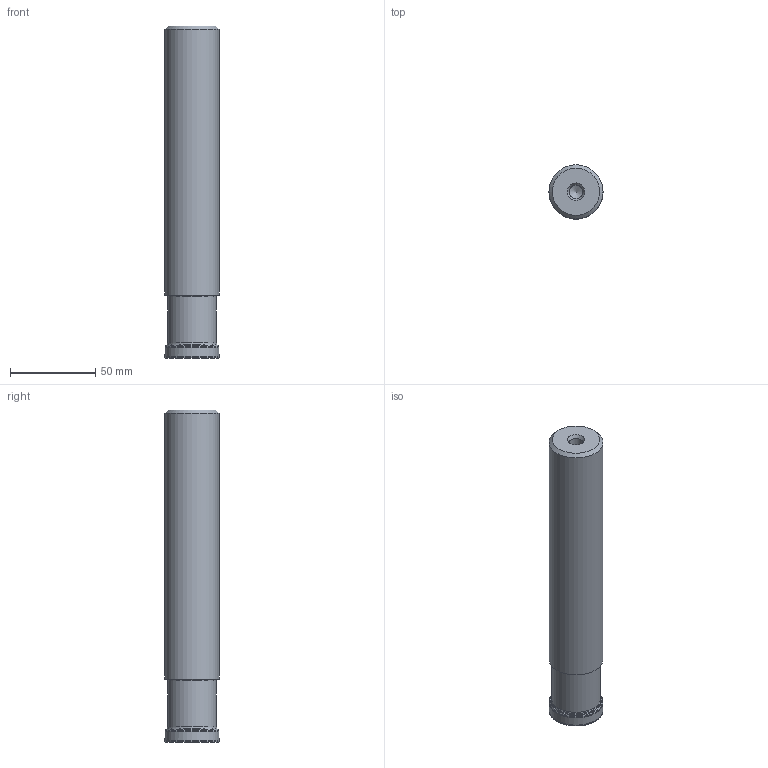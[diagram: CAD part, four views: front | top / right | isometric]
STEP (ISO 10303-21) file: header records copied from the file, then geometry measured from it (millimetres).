
FILE_DESCRIPTION(/* description */ (''),/* implementation_level */ '2;1');
FILE_NAME(/* name */ '125A4R146C125_ISTN10_C_115010424ndi000_00._SIMstp.stp',/* time_stamp */ '2019-12-05T14:15:28+01:00',/* author */ (''),/* organization */ (''),/* preprocessor_version */ 'ST-DEVELOPER v16.7',/* originating_system */ 'SIEMENS PLM Software NX 12.0',/* authorisation */ '');
FILE_SCHEMA (('AUTOMOTIVE_DESIGN { 1 0 10303 214 3 1 1 1 }'));
Length unit declared in the file: millimetre
Products named in the file (1): lf19387C28C1z6nx
Bounding box: 31.75 x 31.75 x 195 mm (x, y, z)
Volume: 142974.5 mm3; surface area: 26780.5 mm2
Topology: 2 solids, 2 shells, 59 faces, 121 edges, 64 vertices
Faces by surface type: revolution 39, cone 9, torus 5, cylinder 4, plane 2
Full cylindrical faces by diameter (mm): 8 x1, 28.75 x1, 30.35 x1, 31.75 x1
Entity records: 1491 total; most frequent: CARTESIAN_POINT 444, DIRECTION 197, FACE_BOUND 118, EDGE_LOOP 116, ORIENTED_EDGE 116, AXIS2_PLACEMENT_3D 79, VERTEX_POINT 60, ADVANCED_FACE 59
